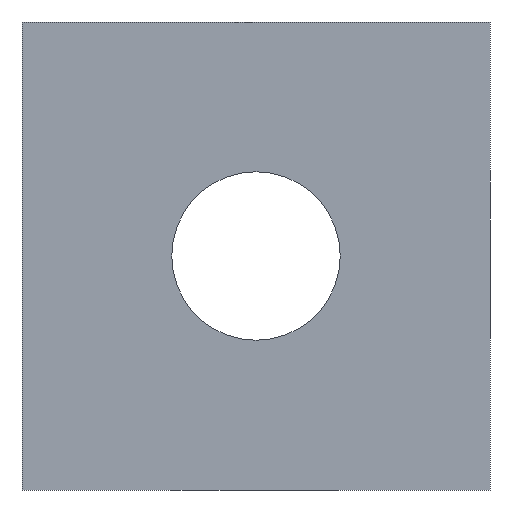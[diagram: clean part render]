
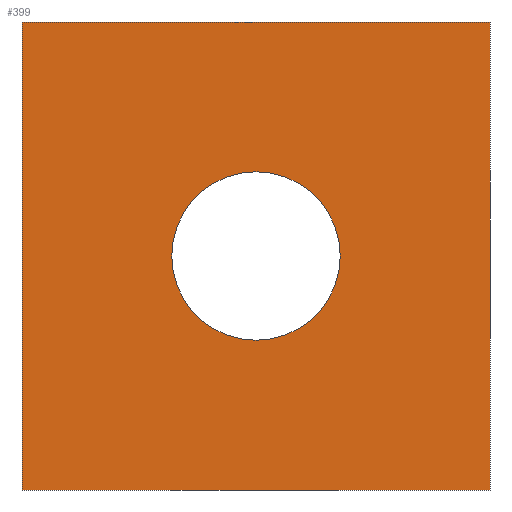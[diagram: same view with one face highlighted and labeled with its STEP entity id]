
A CAD part, front view. The second image highlights one B-rep face of the part: STEP entity #399.
In plain terms, the highlighted planar face has unit normal (0, -1, 0).
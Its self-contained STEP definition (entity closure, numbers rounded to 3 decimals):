
#19=FACE_BOUND('',#69,.T.);
#28=PLANE('',#462);
#46=FACE_OUTER_BOUND('',#68,.T.);
#68=EDGE_LOOP('',(#347,#348,#349,#350));
#69=EDGE_LOOP('',(#351,#352));
#107=LINE('',#819,#128);
#108=LINE('',#822,#129);
#109=LINE('',#824,#130);
#110=LINE('',#825,#131);
#128=VECTOR('',#557,10.);
#129=VECTOR('',#560,10.);
#130=VECTOR('',#561,10.);
#131=VECTOR('',#562,10.);
#149=CIRCLE('',#448,3.6);
#150=CIRCLE('',#449,3.6);
#183=VERTEX_POINT('',#785);
#184=VERTEX_POINT('',#787);
#192=VERTEX_POINT('',#812);
#195=VERTEX_POINT('',#817);
#196=VERTEX_POINT('',#821);
#197=VERTEX_POINT('',#823);
#235=EDGE_CURVE('',#184,#183,#149,.T.);
#236=EDGE_CURVE('',#183,#184,#150,.T.);
#250=EDGE_CURVE('',#192,#195,#107,.T.);
#251=EDGE_CURVE('',#196,#192,#108,.T.);
#252=EDGE_CURVE('',#197,#195,#109,.T.);
#253=EDGE_CURVE('',#196,#197,#110,.T.);
#347=ORIENTED_EDGE('',*,*,#251,.T.);
#348=ORIENTED_EDGE('',*,*,#250,.T.);
#349=ORIENTED_EDGE('',*,*,#252,.F.);
#350=ORIENTED_EDGE('',*,*,#253,.F.);
#351=ORIENTED_EDGE('',*,*,#235,.T.);
#352=ORIENTED_EDGE('',*,*,#236,.T.);
#399=ADVANCED_FACE('',(#46,#19),#28,.T.);
#448=AXIS2_PLACEMENT_3D('',#788,#523,#524);
#449=AXIS2_PLACEMENT_3D('',#789,#525,#526);
#462=AXIS2_PLACEMENT_3D('',#820,#558,#559);
#523=DIRECTION('center_axis',(0.,1.,0.));
#524=DIRECTION('ref_axis',(1.,0.,0.));
#525=DIRECTION('center_axis',(0.,1.,0.));
#526=DIRECTION('ref_axis',(1.,0.,0.));
#557=DIRECTION('',(1.,0.,0.));
#558=DIRECTION('center_axis',(0.,-1.,0.));
#559=DIRECTION('ref_axis',(0.,0.,-1.));
#560=DIRECTION('',(0.,0.,-1.));
#561=DIRECTION('',(0.,0.,-1.));
#562=DIRECTION('',(1.,0.,0.));
#785=CARTESIAN_POINT('',(6.4,0.,-10.));
#787=CARTESIAN_POINT('',(13.6,0.,-10.));
#788=CARTESIAN_POINT('Origin',(10.,0.,-10.));
#789=CARTESIAN_POINT('Origin',(10.,0.,-10.));
#812=CARTESIAN_POINT('',(0.,0.,-20.));
#817=CARTESIAN_POINT('',(20.,0.,-20.));
#819=CARTESIAN_POINT('',(0.,0.,-20.));
#820=CARTESIAN_POINT('Origin',(0.,0.,0.));
#821=CARTESIAN_POINT('',(0.,0.,0.));
#822=CARTESIAN_POINT('',(0.,0.,0.));
#823=CARTESIAN_POINT('',(20.,0.,0.));
#824=CARTESIAN_POINT('',(20.,0.,0.));
#825=CARTESIAN_POINT('',(0.,0.,0.));
